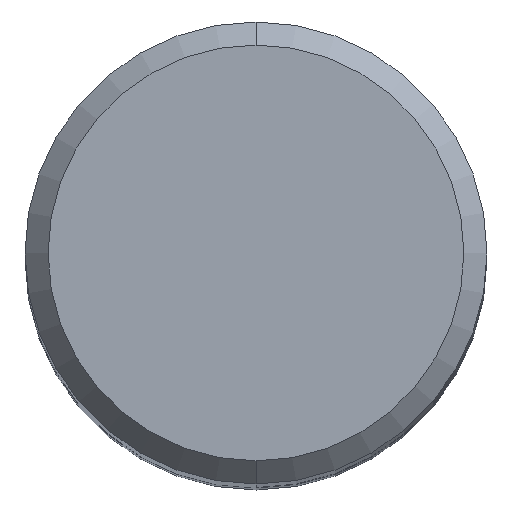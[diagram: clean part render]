
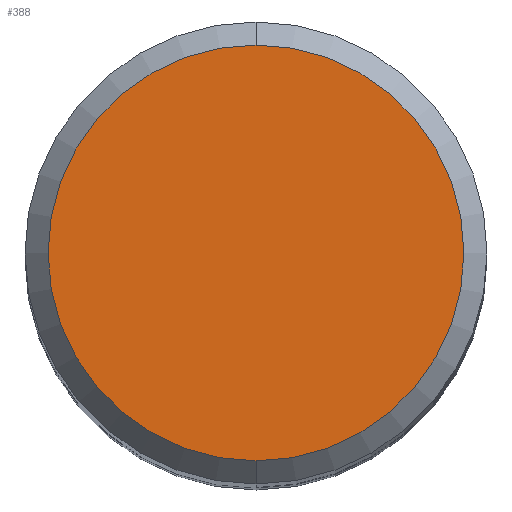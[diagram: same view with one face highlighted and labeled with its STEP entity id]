
A CAD part, top view. The second image highlights one B-rep face of the part: STEP entity #388.
In plain terms, the highlighted planar face has unit normal (0, 0, 1).
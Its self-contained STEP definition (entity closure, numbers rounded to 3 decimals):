
#306=VERTEX_POINT('',#600);
#334=EDGE_CURVE('',#306,#358,#629,.T.);
#358=VERTEX_POINT('',#656);
#364=EDGE_CURVE('',#358,#306,#662,.T.);
#388=ADVANCED_FACE('',(#690),#691,.T.);
#600=CARTESIAN_POINT('',(0.0,5.4,0.0));
#629=CIRCLE('',#1204,5.4);
#656=CARTESIAN_POINT('',(0.,-5.4,0.0));
#662=CIRCLE('',#1280,5.4);
#690=FACE_OUTER_BOUND('',#1338,.T.);
#691=PLANE('',#1339);
#1204=AXIS2_PLACEMENT_3D('',#1585,#1586,#1587);
#1280=AXIS2_PLACEMENT_3D('',#1620,#1621,#1622);
#1338=EDGE_LOOP('',(#1677,#1678));
#1339=AXIS2_PLACEMENT_3D('',#1679,#1680,#1681);
#1585=CARTESIAN_POINT('',(0.0,0.0,0.0));
#1586=DIRECTION('',(0.0,0.0,-1.0));
#1587=DIRECTION('',(0.0,1.0,0.0));
#1620=CARTESIAN_POINT('',(0.0,0.0,0.0));
#1621=DIRECTION('',(0.0,0.0,-1.0));
#1622=DIRECTION('',(0.0,1.0,0.0));
#1677=ORIENTED_EDGE('',*,*,#334,.F.);
#1678=ORIENTED_EDGE('',*,*,#364,.F.);
#1679=CARTESIAN_POINT('',(0.0,2.7,0.0));
#1680=DIRECTION('',(-0.0,0.0,1.0));
#1681=DIRECTION('',(0.0,-1.0,0.0));
